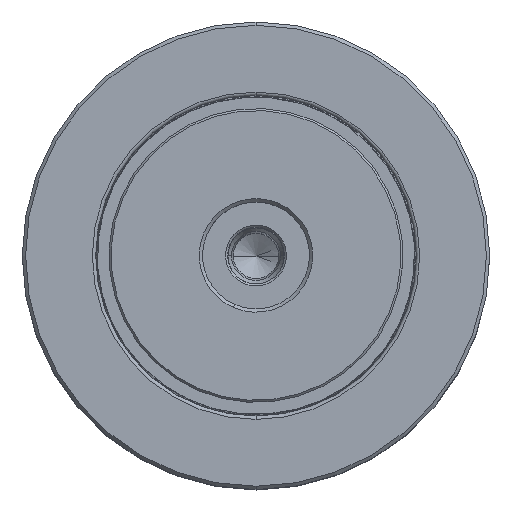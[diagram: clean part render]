
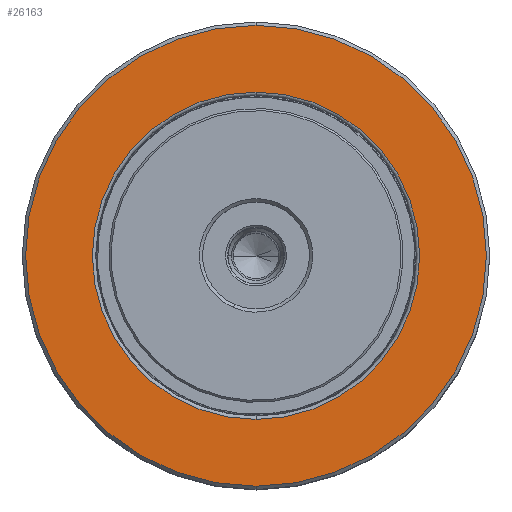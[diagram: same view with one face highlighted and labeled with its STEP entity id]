
A CAD part, top view. The second image highlights one B-rep face of the part: STEP entity #26163.
In plain terms, the highlighted face is planar.
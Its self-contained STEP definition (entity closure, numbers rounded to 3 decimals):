
#271 = CARTESIAN_POINT ( 'NONE',  ( 0., 35.687, 0. ) ) ;
#1697 = VERTEX_POINT ( 'NONE', #28150 ) ;
#4392 = DIRECTION ( 'NONE',  ( 0., -1., 0. ) ) ;
#5907 = DIRECTION ( 'NONE',  ( 0., 1., 0. ) ) ;
#6036 = CIRCLE ( 'NONE', #31156, 34.5 ) ;
#8241 = EDGE_CURVE ( 'NONE', #51994, #1697, #29310, .T. ) ;
#10491 = DIRECTION ( 'NONE',  ( 0., 0., -1. ) ) ;
#11278 = ORIENTED_EDGE ( 'NONE', *, *, #43625, .F. ) ;
#12985 = DIRECTION ( 'NONE',  ( 0., -1., 0. ) ) ;
#13965 = CARTESIAN_POINT ( 'NONE',  ( 34.5, 35.687, 0. ) ) ;
#14924 = VERTEX_POINT ( 'NONE', #37668 ) ;
#16494 = CIRCLE ( 'NONE', #50749, 34.5 ) ;
#17658 = CARTESIAN_POINT ( 'NONE',  ( 0., 35.687, 24.5 ) ) ;
#20671 = DIRECTION ( 'NONE',  ( 0., -1., 0. ) ) ;
#20810 = DIRECTION ( 'NONE',  ( 0., 0., -1. ) ) ;
#24586 = DIRECTION ( 'NONE',  ( 0., 0., -1. ) ) ;
#25250 = DIRECTION ( 'NONE',  ( 0., 0., -1. ) ) ;
#25648 = FACE_OUTER_BOUND ( 'NONE', #34227, .T. ) ;
#25999 = ORIENTED_EDGE ( 'NONE', *, *, #8241, .T. ) ;
#26163 = ADVANCED_FACE ( 'NONE', ( #38466, #25648 ), #50725, .T. ) ;
#27215 = EDGE_CURVE ( 'NONE', #1697, #51994, #36463, .T. ) ;
#27368 = CARTESIAN_POINT ( 'NONE',  ( 0., 35.687, 0. ) ) ;
#28150 = CARTESIAN_POINT ( 'NONE',  ( 0., 35.687, -24.5 ) ) ;
#28956 = CARTESIAN_POINT ( 'NONE',  ( 0., 35.687, 0. ) ) ;
#29076 = ORIENTED_EDGE ( 'NONE', *, *, #32117, .F. ) ;
#29310 = CIRCLE ( 'NONE', #47020, 24.5 ) ;
#31156 = AXIS2_PLACEMENT_3D ( 'NONE', #27368, #35076, #10491 ) ;
#32117 = EDGE_CURVE ( 'NONE', #14924, #48227, #16494, .T. ) ;
#33760 = DIRECTION ( 'NONE',  ( 0., 0., 1. ) ) ;
#34227 = EDGE_LOOP ( 'NONE', ( #29076, #11278 ) ) ;
#35076 = DIRECTION ( 'NONE',  ( 0., -1., 0. ) ) ;
#36463 = CIRCLE ( 'NONE', #47634, 24.5 ) ;
#37668 = CARTESIAN_POINT ( 'NONE',  ( 0., 35.687, -34.5 ) ) ;
#38466 = FACE_BOUND ( 'NONE', #43339, .T. ) ;
#39391 = AXIS2_PLACEMENT_3D ( 'NONE', #13965, #5907, #33760 ) ;
#43282 = ORIENTED_EDGE ( 'NONE', *, *, #27215, .T. ) ;
#43339 = EDGE_LOOP ( 'NONE', ( #43282, #25999 ) ) ;
#43625 = EDGE_CURVE ( 'NONE', #48227, #14924, #6036, .T. ) ;
#46157 = CARTESIAN_POINT ( 'NONE',  ( 0., 35.687, 34.5 ) ) ;
#47020 = AXIS2_PLACEMENT_3D ( 'NONE', #28956, #12985, #25250 ) ;
#47634 = AXIS2_PLACEMENT_3D ( 'NONE', #271, #4392, #20810 ) ;
#48227 = VERTEX_POINT ( 'NONE', #46157 ) ;
#49075 = CARTESIAN_POINT ( 'NONE',  ( 0., 35.687, 0. ) ) ;
#50725 = PLANE ( 'NONE',  #39391 ) ;
#50749 = AXIS2_PLACEMENT_3D ( 'NONE', #49075, #20671, #24586 ) ;
#51994 = VERTEX_POINT ( 'NONE', #17658 ) ;
